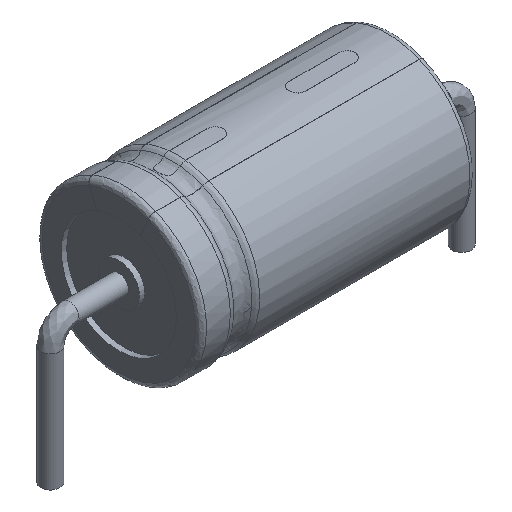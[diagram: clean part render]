
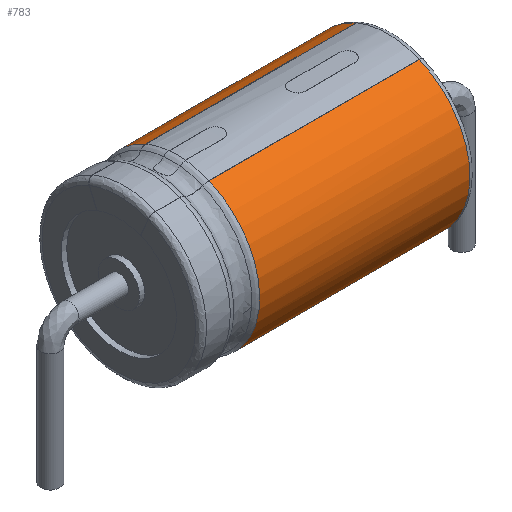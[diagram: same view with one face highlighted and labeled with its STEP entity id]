
A CAD part, isometric view. The second image highlights one B-rep face of the part: STEP entity #783.
In plain terms, the highlighted cylindrical face has radius 3 mm (diameter 6 mm), a partial arc.
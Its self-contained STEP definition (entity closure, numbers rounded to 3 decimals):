
#138=VERTEX_POINT('',#139);
#139=CARTESIAN_POINT('',(12.3,-1.148,5.772));
#145=EDGE_CURVE('',#146,#138,#148,.T.);
#146=VERTEX_POINT('',#147);
#147=CARTESIAN_POINT('',(4.635,-1.148,5.772));
#148=LINE('',#149,#150);
#149=CARTESIAN_POINT('',(4.5,-1.148,5.772));
#150=VECTOR('',#151,1.);
#151=DIRECTION('',(1.,0.,0.));
#197=DIRECTION('',(-1.,0.,0.));
#367=VERTEX_POINT('',#368);
#368=CARTESIAN_POINT('',(12.3,1.148,5.772));
#372=DIRECTION('',(0.,0.383,0.924));
#373=ORIENTED_EDGE('',*,*,#374,.F.);
#374=EDGE_CURVE('',#375,#367,#377,.T.);
#375=VERTEX_POINT('',#376);
#376=CARTESIAN_POINT('',(4.635,1.148,5.772));
#377=LINE('',#378,#150);
#378=CARTESIAN_POINT('',(4.5,1.148,5.772));
#709=ORIENTED_EDGE('',*,*,#710,.T.);
#710=EDGE_CURVE('',#375,#146,#711,.T.);
#711=B_SPLINE_CURVE_WITH_KNOTS('',12,(#712,#713,#714,#715,#716,#717,#718,#719,#720,#721,#722,#723,#724,#725,#726,#727,#728,#729,#730,#731,#732,#733,#734,#735,#736,#737,#738,#739,#740,#741,#742,#743,#744,#745,#746),.UNSPECIFIED.,.F.,.F.,(13,11,11,13),(-0.703,0.,16.493,17.196),.UNSPECIFIED.);
#712=CARTESIAN_POINT('',(4.635,0.499,6.041));
#713=CARTESIAN_POINT('',(4.635,0.553,6.018));
#714=CARTESIAN_POINT('',(4.635,0.608,5.995));
#715=CARTESIAN_POINT('',(4.635,0.662,5.973));
#716=CARTESIAN_POINT('',(4.635,0.716,5.95));
#717=CARTESIAN_POINT('',(4.635,0.771,5.928));
#718=CARTESIAN_POINT('',(4.635,0.825,5.906));
#719=CARTESIAN_POINT('',(4.635,0.879,5.883));
#720=CARTESIAN_POINT('',(4.635,0.933,5.861));
#721=CARTESIAN_POINT('',(4.635,0.987,5.838));
#722=CARTESIAN_POINT('',(4.635,1.041,5.816));
#723=CARTESIAN_POINT('',(4.635,1.094,5.794));
#724=CARTESIAN_POINT('',(4.635,2.409,5.249));
#725=CARTESIAN_POINT('',(4.635,3.43,4.093));
#726=CARTESIAN_POINT('',(4.635,3.835,2.423));
#727=CARTESIAN_POINT('',(4.635,3.308,0.633));
#728=CARTESIAN_POINT('',(4.635,1.995,-0.699));
#729=CARTESIAN_POINT('',(4.635,0.,-1.367));
#730=CARTESIAN_POINT('',(4.635,-1.995,-0.699));
#731=CARTESIAN_POINT('',(4.635,-3.308,0.633));
#732=CARTESIAN_POINT('',(4.635,-3.835,2.423));
#733=CARTESIAN_POINT('',(4.635,-3.43,4.093));
#734=CARTESIAN_POINT('',(4.635,-2.409,5.249));
#735=CARTESIAN_POINT('',(4.635,-1.094,5.794));
#736=CARTESIAN_POINT('',(4.635,-1.041,5.816));
#737=CARTESIAN_POINT('',(4.635,-0.987,5.838));
#738=CARTESIAN_POINT('',(4.635,-0.933,5.861));
#739=CARTESIAN_POINT('',(4.635,-0.879,5.883));
#740=CARTESIAN_POINT('',(4.635,-0.825,5.906));
#741=CARTESIAN_POINT('',(4.635,-0.771,5.928));
#742=CARTESIAN_POINT('',(4.635,-0.716,5.95));
#743=CARTESIAN_POINT('',(4.635,-0.662,5.973));
#744=CARTESIAN_POINT('',(4.635,-0.608,5.995));
#745=CARTESIAN_POINT('',(4.635,-0.553,6.018));
#746=CARTESIAN_POINT('',(4.635,-0.499,6.041));
#783=ADVANCED_FACE('',(#784),#792,.T.);
#784=FACE_BOUND('',#785,.F.);
#785=EDGE_LOOP('',(#373,#709,#786,#787));
#786=ORIENTED_EDGE('',*,*,#145,.T.);
#787=ORIENTED_EDGE('',*,*,#788,.F.);
#788=EDGE_CURVE('',#367,#138,#789,.T.);
#789=CIRCLE('',#790,3.);
#790=AXIS2_PLACEMENT_3D('',#791,#197,#372);
#791=CARTESIAN_POINT('',(12.3,0.,3.));
#792=CYLINDRICAL_SURFACE('',#793,3.);
#793=AXIS2_PLACEMENT_3D('',#794,#151,#372);
#794=CARTESIAN_POINT('',(4.5,0.,3.));
